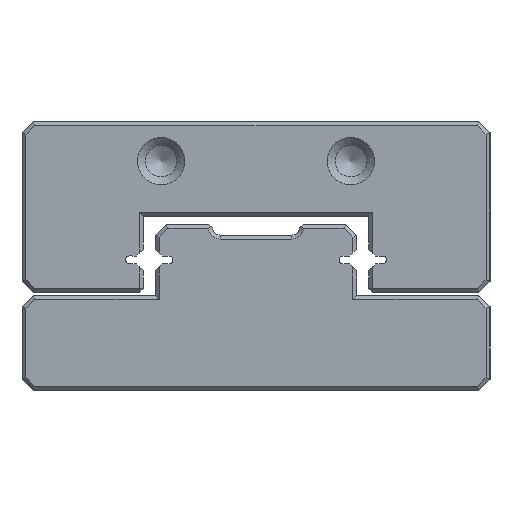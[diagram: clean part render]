
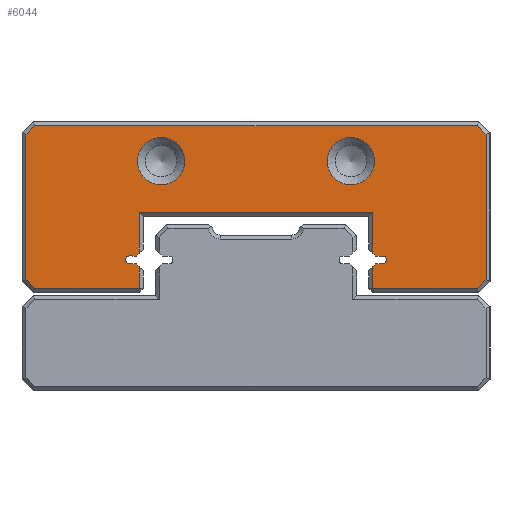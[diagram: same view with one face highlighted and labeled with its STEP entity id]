
A CAD part, left-side view. The second image highlights one B-rep face of the part: STEP entity #6044.
In plain terms, the highlighted planar face has unit normal (-1, 0, 0).
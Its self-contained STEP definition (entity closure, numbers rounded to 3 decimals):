
#5103=FACE_BOUND('',#9274,.T.);
#5104=FACE_BOUND('',#9275,.T.);
#5105=FACE_BOUND('',#9276,.T.);
#5604=CIRCLE('',#25278,0.25);
#5621=CIRCLE('',#25303,0.25);
#5625=CIRCLE('',#25313,1.5);
#5626=CIRCLE('',#25314,1.5);
#6044=ADVANCED_FACE('',(#5103,#5104,#5105),#7179,.T.);
#7179=PLANE('',#25315);
#9274=EDGE_LOOP('',(#12077,#12078,#12079,#12080,#12081,#12082,#12083,#12084,
#12085,#12086,#12087,#12088,#12089,#12090,#12091,#12092,#12093,#12094,#12095,
#12096,#12097,#12098,#12099,#12100));
#9275=EDGE_LOOP('',(#12101));
#9276=EDGE_LOOP('',(#12102));
#12077=ORIENTED_EDGE('',*,*,#18941,.F.);
#12078=ORIENTED_EDGE('',*,*,#18980,.T.);
#12079=ORIENTED_EDGE('',*,*,#18981,.T.);
#12080=ORIENTED_EDGE('',*,*,#18982,.T.);
#12081=ORIENTED_EDGE('',*,*,#18912,.F.);
#12082=ORIENTED_EDGE('',*,*,#18906,.F.);
#12083=ORIENTED_EDGE('',*,*,#18903,.F.);
#12084=ORIENTED_EDGE('',*,*,#18900,.F.);
#12085=ORIENTED_EDGE('',*,*,#18898,.F.);
#12086=ORIENTED_EDGE('',*,*,#18983,.T.);
#12087=ORIENTED_EDGE('',*,*,#18984,.T.);
#12088=ORIENTED_EDGE('',*,*,#18985,.T.);
#12089=ORIENTED_EDGE('',*,*,#18986,.T.);
#12090=ORIENTED_EDGE('',*,*,#18987,.T.);
#12091=ORIENTED_EDGE('',*,*,#18988,.T.);
#12092=ORIENTED_EDGE('',*,*,#18989,.T.);
#12093=ORIENTED_EDGE('',*,*,#18990,.T.);
#12094=ORIENTED_EDGE('',*,*,#18991,.T.);
#12095=ORIENTED_EDGE('',*,*,#18992,.T.);
#12096=ORIENTED_EDGE('',*,*,#18993,.T.);
#12097=ORIENTED_EDGE('',*,*,#18955,.F.);
#12098=ORIENTED_EDGE('',*,*,#18949,.F.);
#12099=ORIENTED_EDGE('',*,*,#18946,.F.);
#12100=ORIENTED_EDGE('',*,*,#18943,.F.);
#12101=ORIENTED_EDGE('',*,*,#18994,.T.);
#12102=ORIENTED_EDGE('',*,*,#18995,.T.);
#16814=VERTEX_POINT('',#33702);
#16815=VERTEX_POINT('',#33704);
#16816=VERTEX_POINT('',#33708);
#16818=VERTEX_POINT('',#33714);
#16820=VERTEX_POINT('',#33720);
#16825=VERTEX_POINT('',#33732);
#16849=VERTEX_POINT('',#33788);
#16850=VERTEX_POINT('',#33790);
#16851=VERTEX_POINT('',#33794);
#16853=VERTEX_POINT('',#33800);
#16855=VERTEX_POINT('',#33806);
#16860=VERTEX_POINT('',#33818);
#16881=VERTEX_POINT('',#33868);
#16882=VERTEX_POINT('',#33870);
#16883=VERTEX_POINT('',#33873);
#16884=VERTEX_POINT('',#33875);
#16885=VERTEX_POINT('',#33877);
#16886=VERTEX_POINT('',#33879);
#16887=VERTEX_POINT('',#33881);
#16888=VERTEX_POINT('',#33883);
#16889=VERTEX_POINT('',#33885);
#16890=VERTEX_POINT('',#33887);
#16891=VERTEX_POINT('',#33889);
#16892=VERTEX_POINT('',#33891);
#16893=VERTEX_POINT('',#33894);
#16894=VERTEX_POINT('',#33896);
#18898=EDGE_CURVE('',#16814,#16815,#21351,.T.);
#18900=EDGE_CURVE('',#16815,#16816,#21353,.T.);
#18903=EDGE_CURVE('',#16816,#16818,#5604,.T.);
#18906=EDGE_CURVE('',#16818,#16820,#21357,.T.);
#18912=EDGE_CURVE('',#16820,#16825,#21363,.T.);
#18941=EDGE_CURVE('',#16849,#16850,#21377,.T.);
#18943=EDGE_CURVE('',#16850,#16851,#21379,.T.);
#18946=EDGE_CURVE('',#16851,#16853,#5621,.T.);
#18949=EDGE_CURVE('',#16853,#16855,#21383,.T.);
#18955=EDGE_CURVE('',#16855,#16860,#21389,.T.);
#18980=EDGE_CURVE('',#16849,#16881,#21412,.T.);
#18981=EDGE_CURVE('',#16881,#16882,#21413,.T.);
#18982=EDGE_CURVE('',#16882,#16825,#21414,.T.);
#18983=EDGE_CURVE('',#16814,#16883,#21415,.T.);
#18984=EDGE_CURVE('',#16883,#16884,#21416,.T.);
#18985=EDGE_CURVE('',#16884,#16885,#21417,.T.);
#18986=EDGE_CURVE('',#16885,#16886,#21418,.T.);
#18987=EDGE_CURVE('',#16886,#16887,#21419,.T.);
#18988=EDGE_CURVE('',#16887,#16888,#21420,.T.);
#18989=EDGE_CURVE('',#16888,#16889,#21421,.T.);
#18990=EDGE_CURVE('',#16889,#16890,#21422,.T.);
#18991=EDGE_CURVE('',#16890,#16891,#21423,.T.);
#18992=EDGE_CURVE('',#16891,#16892,#21424,.T.);
#18993=EDGE_CURVE('',#16892,#16860,#21425,.T.);
#18994=EDGE_CURVE('',#16893,#16893,#5625,.T.);
#18995=EDGE_CURVE('',#16894,#16894,#5626,.T.);
#21351=LINE('',#33703,#23459);
#21353=LINE('',#33707,#23461);
#21357=LINE('',#33719,#23465);
#21363=LINE('',#33731,#23471);
#21377=LINE('',#33789,#23485);
#21379=LINE('',#33793,#23487);
#21383=LINE('',#33805,#23491);
#21389=LINE('',#33817,#23497);
#21412=LINE('',#33867,#23520);
#21413=LINE('',#33869,#23521);
#21414=LINE('',#33871,#23522);
#21415=LINE('',#33872,#23523);
#21416=LINE('',#33874,#23524);
#21417=LINE('',#33876,#23525);
#21418=LINE('',#33878,#23526);
#21419=LINE('',#33880,#23527);
#21420=LINE('',#33882,#23528);
#21421=LINE('',#33884,#23529);
#21422=LINE('',#33886,#23530);
#21423=LINE('',#33888,#23531);
#21424=LINE('',#33890,#23532);
#21425=LINE('',#33892,#23533);
#23459=VECTOR('',#27808,1.);
#23461=VECTOR('',#27812,1.);
#23465=VECTOR('',#27824,1.);
#23471=VECTOR('',#27832,1.);
#23485=VECTOR('',#27884,1.);
#23487=VECTOR('',#27888,1.);
#23491=VECTOR('',#27900,1.);
#23497=VECTOR('',#27908,1.);
#23520=VECTOR('',#27943,1.);
#23521=VECTOR('',#27944,1.);
#23522=VECTOR('',#27945,1.);
#23523=VECTOR('',#27946,1.);
#23524=VECTOR('',#27947,1.);
#23525=VECTOR('',#27948,1.);
#23526=VECTOR('',#27949,1.);
#23527=VECTOR('',#27950,1.);
#23528=VECTOR('',#27951,1.);
#23529=VECTOR('',#27952,1.);
#23530=VECTOR('',#27953,1.);
#23531=VECTOR('',#27954,1.);
#23532=VECTOR('',#27955,1.);
#23533=VECTOR('',#27956,1.);
#25278=AXIS2_PLACEMENT_3D('',#33713,#27817,#27818);
#25303=AXIS2_PLACEMENT_3D('',#33799,#27893,#27894);
#25313=AXIS2_PLACEMENT_3D('',#33893,#27957,#27958);
#25314=AXIS2_PLACEMENT_3D('',#33895,#27959,#27960);
#25315=AXIS2_PLACEMENT_3D('',#33897,#27961,#27962);
#27808=DIRECTION('',(0.,-0.707,0.707));
#27812=DIRECTION('',(0.,-1.,0.));
#27817=DIRECTION('',(-1.,0.,0.));
#27818=DIRECTION('',(0.,0.,-1.));
#27824=DIRECTION('',(0.,1.,0.));
#27832=DIRECTION('',(0.,0.707,0.707));
#27884=DIRECTION('',(0.,0.707,-0.707));
#27888=DIRECTION('',(0.,1.,0.));
#27893=DIRECTION('',(-1.,0.,0.));
#27894=DIRECTION('',(0.,0.,1.));
#27900=DIRECTION('',(0.,-1.,0.));
#27908=DIRECTION('',(0.,-0.707,-0.707));
#27943=DIRECTION('',(0.,0.,1.));
#27944=DIRECTION('',(0.,-1.,0.));
#27945=DIRECTION('',(0.,0.,-1.));
#27946=DIRECTION('',(0.,0.,-1.));
#27947=DIRECTION('',(0.,-1.,0.));
#27948=DIRECTION('',(0.,-0.707,0.707));
#27949=DIRECTION('',(0.,0.,1.));
#27950=DIRECTION('',(0.,0.707,0.707));
#27951=DIRECTION('',(0.,1.,0.));
#27952=DIRECTION('',(0.,0.707,-0.707));
#27953=DIRECTION('',(0.,0.,-1.));
#27954=DIRECTION('',(0.,-0.707,-0.707));
#27955=DIRECTION('',(0.,-1.,0.));
#27956=DIRECTION('',(0.,0.,1.));
#27957=DIRECTION('',(1.,0.,0.));
#27958=DIRECTION('',(0.,0.,-1.));
#27959=DIRECTION('',(1.,0.,0.));
#27960=DIRECTION('',(0.,0.,-1.));
#27961=DIRECTION('',(-1.,0.,0.));
#27962=DIRECTION('',(0.,0.,-1.));
#33702=CARTESIAN_POINT('',(80.,7.425,7.814));
#33703=CARTESIAN_POINT('',(80.,7.675,7.564));
#33704=CARTESIAN_POINT('',(80.,7.239,8.));
#33707=CARTESIAN_POINT('',(80.,7.239,8.));
#33708=CARTESIAN_POINT('',(80.,6.8,8.));
#33713=CARTESIAN_POINT('',(80.,6.8,8.25));
#33714=CARTESIAN_POINT('',(80.,6.8,8.5));
#33719=CARTESIAN_POINT('',(80.,6.8,8.5));
#33720=CARTESIAN_POINT('',(80.,7.239,8.5));
#33731=CARTESIAN_POINT('',(80.,7.239,8.5));
#33732=CARTESIAN_POINT('',(80.,7.425,8.686));
#33788=CARTESIAN_POINT('',(80.,22.175,8.686));
#33789=CARTESIAN_POINT('',(80.,21.925,8.936));
#33790=CARTESIAN_POINT('',(80.,22.361,8.5));
#33793=CARTESIAN_POINT('',(80.,22.361,8.5));
#33794=CARTESIAN_POINT('',(80.,22.8,8.5));
#33799=CARTESIAN_POINT('',(80.,22.8,8.25));
#33800=CARTESIAN_POINT('',(80.,22.8,8.));
#33805=CARTESIAN_POINT('',(80.,22.8,8.));
#33806=CARTESIAN_POINT('',(80.,22.361,8.));
#33817=CARTESIAN_POINT('',(80.,22.361,8.));
#33818=CARTESIAN_POINT('',(80.,22.175,7.814));
#33867=CARTESIAN_POINT('',(80.,22.175,11.));
#33868=CARTESIAN_POINT('',(80.,22.175,11.25));
#33869=CARTESIAN_POINT('',(80.,7.675,11.25));
#33870=CARTESIAN_POINT('',(80.,7.425,11.25));
#33871=CARTESIAN_POINT('',(80.,7.425,8.936));
#33872=CARTESIAN_POINT('',(80.,7.425,6.2));
#33873=CARTESIAN_POINT('',(80.,7.425,6.45));
#33874=CARTESIAN_POINT('',(80.,0.7,6.45));
#33875=CARTESIAN_POINT('',(80.,0.804,6.45));
#33876=CARTESIAN_POINT('',(80.,2.902,4.352));
#33877=CARTESIAN_POINT('',(80.,0.25,7.004));
#33878=CARTESIAN_POINT('',(80.,0.25,16.3));
#33879=CARTESIAN_POINT('',(80.,0.25,16.196));
#33880=CARTESIAN_POINT('',(80.,-0.448,15.498));
#33881=CARTESIAN_POINT('',(80.,0.804,16.75));
#33882=CARTESIAN_POINT('',(80.,28.9,16.75));
#33883=CARTESIAN_POINT('',(80.,28.796,16.75));
#33884=CARTESIAN_POINT('',(80.,22.048,23.498));
#33885=CARTESIAN_POINT('',(80.,29.35,16.196));
#33886=CARTESIAN_POINT('',(80.,29.35,6.9));
#33887=CARTESIAN_POINT('',(80.,29.35,7.004));
#33888=CARTESIAN_POINT('',(80.,18.698,-3.648));
#33889=CARTESIAN_POINT('',(80.,28.796,6.45));
#33890=CARTESIAN_POINT('',(80.,21.925,6.45));
#33891=CARTESIAN_POINT('',(80.,22.175,6.45));
#33892=CARTESIAN_POINT('',(80.,22.175,7.564));
#33893=CARTESIAN_POINT('',(80.,8.8,14.5));
#33894=CARTESIAN_POINT('',(80.,8.8,13.));
#33895=CARTESIAN_POINT('',(80.,20.8,14.5));
#33896=CARTESIAN_POINT('',(80.,20.8,13.));
#33897=CARTESIAN_POINT('',(80.,6.8,8.25));
